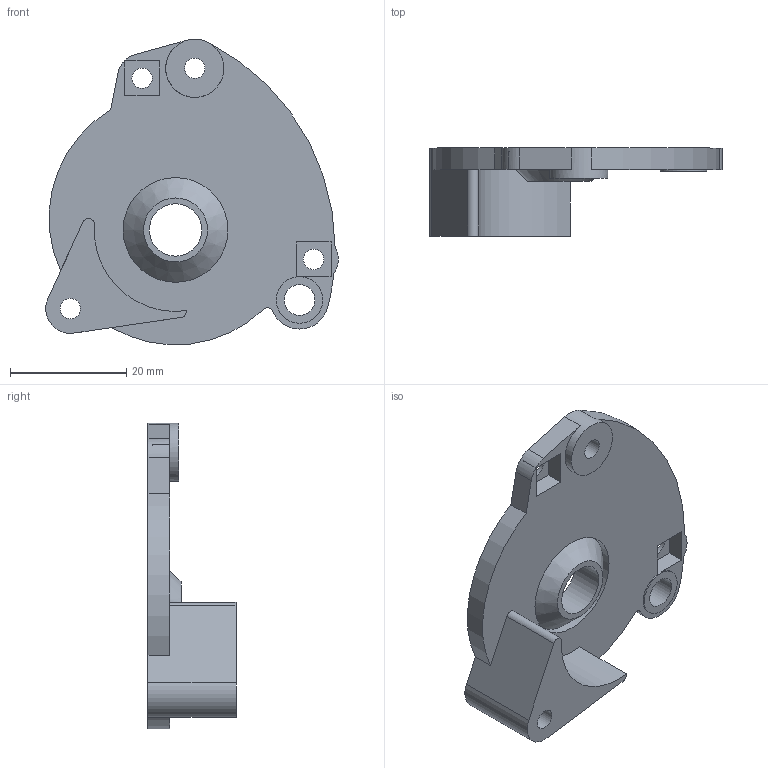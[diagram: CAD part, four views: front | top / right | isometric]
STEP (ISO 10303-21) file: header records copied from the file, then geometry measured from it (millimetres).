
FILE_DESCRIPTION(/* description */ (''),/* implementation_level */ '2;1');
FILE_NAME(/* name */ 'Tensioner PC3.step',/* time_stamp */ '2022-11-01T13:29:18-05:00',/* author */ (''),/* organization */ (''),/* preprocessor_version */ 'ST-DEVELOPER v19',/* originating_system */ 'Autodesk Translation Framework v11.7.0.108',/* authorisation */ '');
FILE_SCHEMA (('AUTOMOTIVE_DESIGN { 1 0 10303 214 3 1 1 }'));
Length unit declared in the file: millimetre
Products named in the file (1): B PC2
Bounding box: 50.28 x 15.12 x 52.51 mm (x, y, z)
Volume: 8956.4 mm3; surface area: 6289.7 mm2
Topology: 1 solids, 2 shells, 57 faces, 146 edges, 97 vertices
Faces by surface type: cylinder 29, plane 27, cone 1
Full cylindrical faces by diameter (mm): 3.5 x4, 5.3 x1, 9 x1, 10 x1, 18 x1
Entity records: 1815 total; most frequent: DIRECTION 323, CARTESIAN_POINT 301, ORIENTED_EDGE 292, EDGE_CURVE 146, AXIS2_PLACEMENT_3D 119, VERTEX_POINT 97, LINE 85, VECTOR 85
